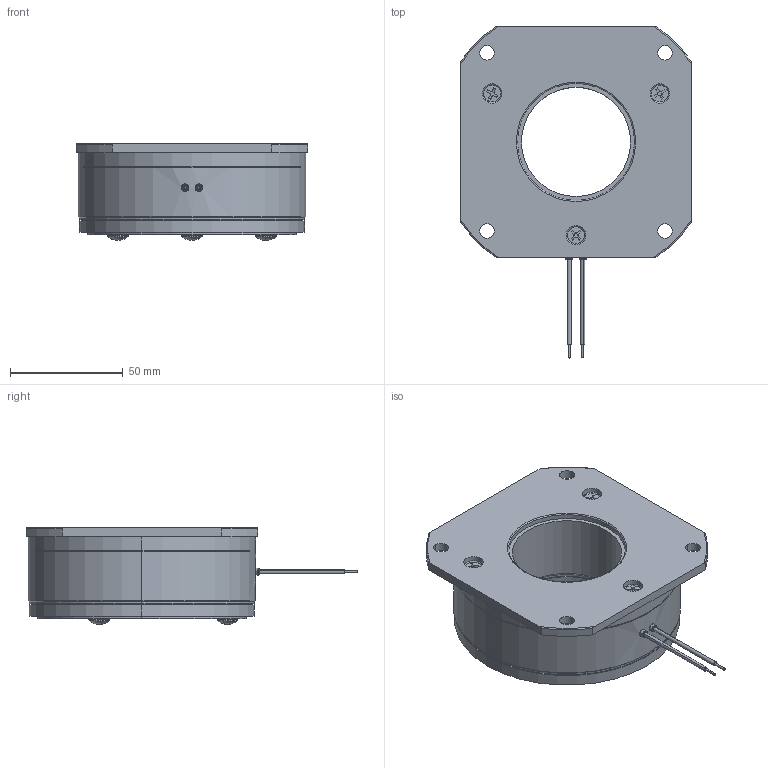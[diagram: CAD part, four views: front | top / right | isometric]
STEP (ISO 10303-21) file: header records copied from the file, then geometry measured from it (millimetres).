
FILE_DESCRIPTION (( 'STEP AP214' ), '1' );
FILE_NAME ('dr_bk_08P1-210_mu.STEP', '2024-05-27T07:32:00', ( '' ), ( '' ), 'SwSTEP 2.0', 'SolidWorks 2022', '' );
FILE_SCHEMA (( 'AUTOMOTIVE_DESIGN' ));
Length unit declared in the file: millimetre
Products named in the file (7): 10069028_000; 10068973_000; 10069030_000; 10068819_000_Einbaulänge 4,05; 10069029_000; 10068820_000; dr_bk_08P1-210_mu
Assembly tree (10 placements, depth 3):
  dr_bk_08P1-210_mu
    10068973_000
    10069028_000
      10069029_000
      10068820_000  x3
      10069030_000
      10068819_000_Einbaulänge 4,05  x3
Bounding box: 103 x 147.5 x 43.05 mm (x, y, z)
Volume: 247383.5 mm3; surface area: 56957.9 mm2
Topology: 11 solids, 11 shells, 286 faces, 664 edges, 416 vertices
Faces by surface type: cylinder 126, plane 74, cone 60, torus 20, sphere 6
Entity records: 7897 total; most frequent: CARTESIAN_POINT 1612, DIRECTION 1302, ORIENTED_EDGE 1116, EDGE_CURVE 558, AXIS2_PLACEMENT_3D 518, VERTEX_POINT 356, EDGE_LOOP 296, CIRCLE 268
